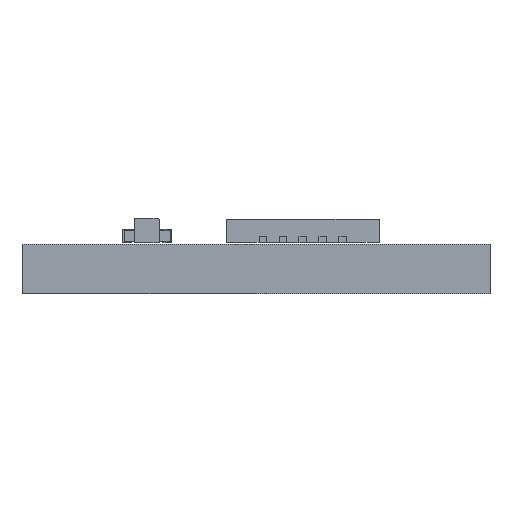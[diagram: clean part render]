
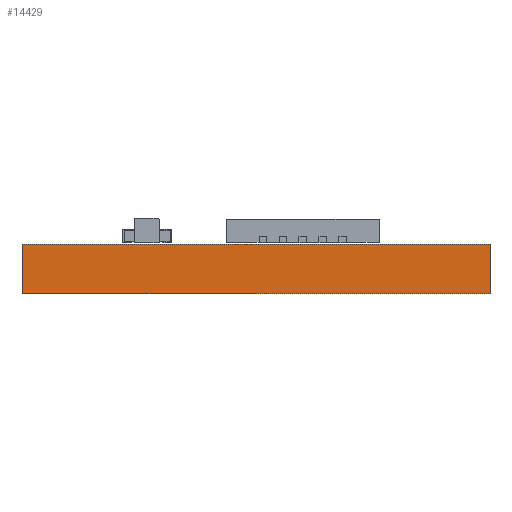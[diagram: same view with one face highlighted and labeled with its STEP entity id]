
A CAD part, front view. The second image highlights one B-rep face of the part: STEP entity #14429.
In plain terms, the highlighted planar face has unit normal (0, -1, 0).
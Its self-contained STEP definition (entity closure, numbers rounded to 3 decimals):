
#14429 = ADVANCED_FACE('',(#14430),#14444,.T.);
#14430 = FACE_BOUND('',#14431,.T.);
#14431 = EDGE_LOOP('',(#14432,#14467,#14495,#14523));
#14432 = ORIENTED_EDGE('',*,*,#14433,.T.);
#14433 = EDGE_CURVE('',#14434,#14436,#14438,.T.);
#14434 = VERTEX_POINT('',#14435);
#14435 = CARTESIAN_POINT('',(156.21,-90.17,0.));
#14436 = VERTEX_POINT('',#14437);
#14437 = CARTESIAN_POINT('',(156.21,-90.17,1.6));
#14438 = SURFACE_CURVE('',#14439,(#14443,#14455),.PCURVE_S1.);
#14439 = LINE('',#14440,#14441);
#14440 = CARTESIAN_POINT('',(156.21,-90.17,0.));
#14441 = VECTOR('',#14442,1.);
#14442 = DIRECTION('',(0.,0.,1.));
#14443 = PCURVE('',#14444,#14449);
#14444 = PLANE('',#14445);
#14445 = AXIS2_PLACEMENT_3D('',#14446,#14447,#14448);
#14446 = CARTESIAN_POINT('',(156.21,-90.17,0.));
#14447 = DIRECTION('',(0.,-1.,0.));
#14448 = DIRECTION('',(-1.,0.,0.));
#14449 = DEFINITIONAL_REPRESENTATION('',(#14450),#14454);
#14450 = LINE('',#14451,#14452);
#14451 = CARTESIAN_POINT('',(0.,0.));
#14452 = VECTOR('',#14453,1.);
#14453 = DIRECTION('',(0.,-1.));
#14454 = ( GEOMETRIC_REPRESENTATION_CONTEXT(2) 
PARAMETRIC_REPRESENTATION_CONTEXT() REPRESENTATION_CONTEXT('2D SPACE',''
  ) );
#14455 = PCURVE('',#14456,#14461);
#14456 = PLANE('',#14457);
#14457 = AXIS2_PLACEMENT_3D('',#14458,#14459,#14460);
#14458 = CARTESIAN_POINT('',(156.21,-69.85,0.));
#14459 = DIRECTION('',(1.,0.,0.));
#14460 = DIRECTION('',(0.,-1.,0.));
#14461 = DEFINITIONAL_REPRESENTATION('',(#14462),#14466);
#14462 = LINE('',#14463,#14464);
#14463 = CARTESIAN_POINT('',(20.32,0.));
#14464 = VECTOR('',#14465,1.);
#14465 = DIRECTION('',(0.,-1.));
#14466 = ( GEOMETRIC_REPRESENTATION_CONTEXT(2) 
PARAMETRIC_REPRESENTATION_CONTEXT() REPRESENTATION_CONTEXT('2D SPACE',''
  ) );
#14467 = ORIENTED_EDGE('',*,*,#14468,.T.);
#14468 = EDGE_CURVE('',#14436,#14469,#14471,.T.);
#14469 = VERTEX_POINT('',#14470);
#14470 = CARTESIAN_POINT('',(140.97,-90.17,1.6));
#14471 = SURFACE_CURVE('',#14472,(#14476,#14483),.PCURVE_S1.);
#14472 = LINE('',#14473,#14474);
#14473 = CARTESIAN_POINT('',(156.21,-90.17,1.6));
#14474 = VECTOR('',#14475,1.);
#14475 = DIRECTION('',(-1.,0.,0.));
#14476 = PCURVE('',#14444,#14477);
#14477 = DEFINITIONAL_REPRESENTATION('',(#14478),#14482);
#14478 = LINE('',#14479,#14480);
#14479 = CARTESIAN_POINT('',(0.,-1.6));
#14480 = VECTOR('',#14481,1.);
#14481 = DIRECTION('',(1.,0.));
#14482 = ( GEOMETRIC_REPRESENTATION_CONTEXT(2) 
PARAMETRIC_REPRESENTATION_CONTEXT() REPRESENTATION_CONTEXT('2D SPACE',''
  ) );
#14483 = PCURVE('',#14484,#14489);
#14484 = PLANE('',#14485);
#14485 = AXIS2_PLACEMENT_3D('',#14486,#14487,#14488);
#14486 = CARTESIAN_POINT('',(148.59,-80.01,1.6));
#14487 = DIRECTION('',(0.,0.,-1.));
#14488 = DIRECTION('',(-1.,0.,0.));
#14489 = DEFINITIONAL_REPRESENTATION('',(#14490),#14494);
#14490 = LINE('',#14491,#14492);
#14491 = CARTESIAN_POINT('',(-7.62,-10.16));
#14492 = VECTOR('',#14493,1.);
#14493 = DIRECTION('',(1.,0.));
#14494 = ( GEOMETRIC_REPRESENTATION_CONTEXT(2) 
PARAMETRIC_REPRESENTATION_CONTEXT() REPRESENTATION_CONTEXT('2D SPACE',''
  ) );
#14495 = ORIENTED_EDGE('',*,*,#14496,.F.);
#14496 = EDGE_CURVE('',#14497,#14469,#14499,.T.);
#14497 = VERTEX_POINT('',#14498);
#14498 = CARTESIAN_POINT('',(140.97,-90.17,0.));
#14499 = SURFACE_CURVE('',#14500,(#14504,#14511),.PCURVE_S1.);
#14500 = LINE('',#14501,#14502);
#14501 = CARTESIAN_POINT('',(140.97,-90.17,0.));
#14502 = VECTOR('',#14503,1.);
#14503 = DIRECTION('',(0.,0.,1.));
#14504 = PCURVE('',#14444,#14505);
#14505 = DEFINITIONAL_REPRESENTATION('',(#14506),#14510);
#14506 = LINE('',#14507,#14508);
#14507 = CARTESIAN_POINT('',(15.24,0.));
#14508 = VECTOR('',#14509,1.);
#14509 = DIRECTION('',(0.,-1.));
#14510 = ( GEOMETRIC_REPRESENTATION_CONTEXT(2) 
PARAMETRIC_REPRESENTATION_CONTEXT() REPRESENTATION_CONTEXT('2D SPACE',''
  ) );
#14511 = PCURVE('',#14512,#14517);
#14512 = PLANE('',#14513);
#14513 = AXIS2_PLACEMENT_3D('',#14514,#14515,#14516);
#14514 = CARTESIAN_POINT('',(140.97,-90.17,0.));
#14515 = DIRECTION('',(-1.,0.,0.));
#14516 = DIRECTION('',(0.,1.,0.));
#14517 = DEFINITIONAL_REPRESENTATION('',(#14518),#14522);
#14518 = LINE('',#14519,#14520);
#14519 = CARTESIAN_POINT('',(0.,0.));
#14520 = VECTOR('',#14521,1.);
#14521 = DIRECTION('',(0.,-1.));
#14522 = ( GEOMETRIC_REPRESENTATION_CONTEXT(2) 
PARAMETRIC_REPRESENTATION_CONTEXT() REPRESENTATION_CONTEXT('2D SPACE',''
  ) );
#14523 = ORIENTED_EDGE('',*,*,#14524,.F.);
#14524 = EDGE_CURVE('',#14434,#14497,#14525,.T.);
#14525 = SURFACE_CURVE('',#14526,(#14530,#14537),.PCURVE_S1.);
#14526 = LINE('',#14527,#14528);
#14527 = CARTESIAN_POINT('',(156.21,-90.17,0.));
#14528 = VECTOR('',#14529,1.);
#14529 = DIRECTION('',(-1.,0.,0.));
#14530 = PCURVE('',#14444,#14531);
#14531 = DEFINITIONAL_REPRESENTATION('',(#14532),#14536);
#14532 = LINE('',#14533,#14534);
#14533 = CARTESIAN_POINT('',(0.,0.));
#14534 = VECTOR('',#14535,1.);
#14535 = DIRECTION('',(1.,0.));
#14536 = ( GEOMETRIC_REPRESENTATION_CONTEXT(2) 
PARAMETRIC_REPRESENTATION_CONTEXT() REPRESENTATION_CONTEXT('2D SPACE',''
  ) );
#14537 = PCURVE('',#14538,#14543);
#14538 = PLANE('',#14539);
#14539 = AXIS2_PLACEMENT_3D('',#14540,#14541,#14542);
#14540 = CARTESIAN_POINT('',(148.59,-80.01,0.));
#14541 = DIRECTION('',(0.,0.,-1.));
#14542 = DIRECTION('',(-1.,0.,0.));
#14543 = DEFINITIONAL_REPRESENTATION('',(#14544),#14548);
#14544 = LINE('',#14545,#14546);
#14545 = CARTESIAN_POINT('',(-7.62,-10.16));
#14546 = VECTOR('',#14547,1.);
#14547 = DIRECTION('',(1.,0.));
#14548 = ( GEOMETRIC_REPRESENTATION_CONTEXT(2) 
PARAMETRIC_REPRESENTATION_CONTEXT() REPRESENTATION_CONTEXT('2D SPACE',''
  ) );
